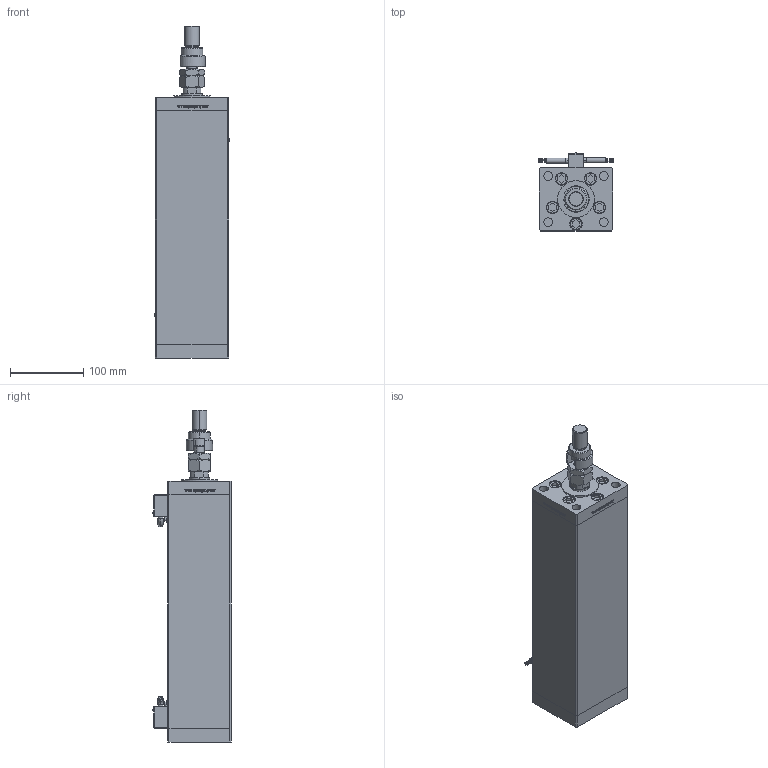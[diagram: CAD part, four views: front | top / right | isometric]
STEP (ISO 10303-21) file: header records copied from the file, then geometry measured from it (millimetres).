
FILE_DESCRIPTION (( 'STEP AP203' ), '1' );
FILE_NAME ('c531.STEP', '2024-10-23T13:22:51', ( '' ), ( '' ), 'SwSTEP 2.0', 'SolidWorks 2019', '' );
FILE_SCHEMA (( 'CONFIG_CONTROL_DESIGN' ));
Length unit declared in the file: millimetre
Products named in the file (10): V220C_FRONT_B 14a04bf1a6adc0c98387f93243ada1e0; c531; FEMALE_PART_FOR_DFA 14a04bf1a6adc0c98387f93243ada1e0; ALLEN BOLT 14a04bf1a6adc0c98387f93243ada1e0; V220C_VC_B 14a04bf1a6adc0c98387f93243ada1e0; MFA 14a04bf1a6adc0c98387f93243ada1e0; V220C BACK_B 14a04bf1a6adc0c98387f93243ada1e0; V220C_B MIDDLE 14a04bf1a6adc0c98387f93243ada1e0; DFA 14a04bf1a6adc0c98387f93243ada1e0; Magnetic_Switch_MSU4 14a04bf1a6adc0c98387f93243ada1e0
Assembly tree (19 placements, depth 3):
  c531
    V220C_B MIDDLE 14a04bf1a6adc0c98387f93243ada1e0
    V220C BACK_B 14a04bf1a6adc0c98387f93243ada1e0
    V220C_FRONT_B 14a04bf1a6adc0c98387f93243ada1e0
    V220C_VC_B 14a04bf1a6adc0c98387f93243ada1e0
    Magnetic_Switch_MSU4 14a04bf1a6adc0c98387f93243ada1e0  x2
    ALLEN BOLT 14a04bf1a6adc0c98387f93243ada1e0  x10
    DFA 14a04bf1a6adc0c98387f93243ada1e0
      FEMALE_PART_FOR_DFA 14a04bf1a6adc0c98387f93243ada1e0
      MFA 14a04bf1a6adc0c98387f93243ada1e0
Bounding box: 101.6 x 107.1 x 453.5 mm (x, y, z)
Volume: 2734329.6 mm3; surface area: 338533.1 mm2
Topology: 18 solids, 20 shells, 1472 faces, 3597 edges, 2317 vertices
Faces by surface type: plane 568, bspline 484, cylinder 250, cone 90, torus 56, sphere 24
Entity records: 58034 total; most frequent: CARTESIAN_POINT 31575, ORIENTED_EDGE 5888, DIRECTION 3748, EDGE_CURVE 2944, VERTEX_POINT 1928, VECTOR 1482, LINE 1482, EDGE_LOOP 1356
